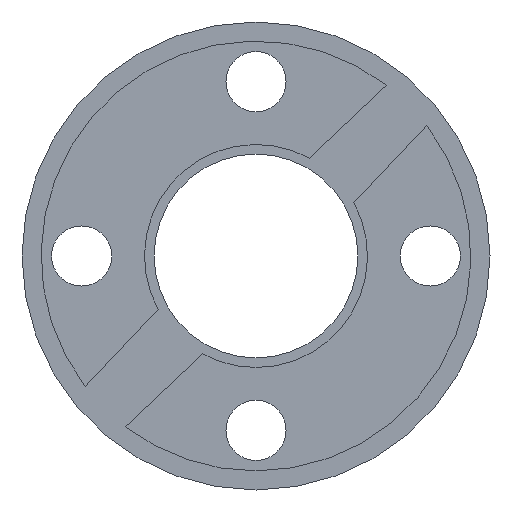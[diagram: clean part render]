
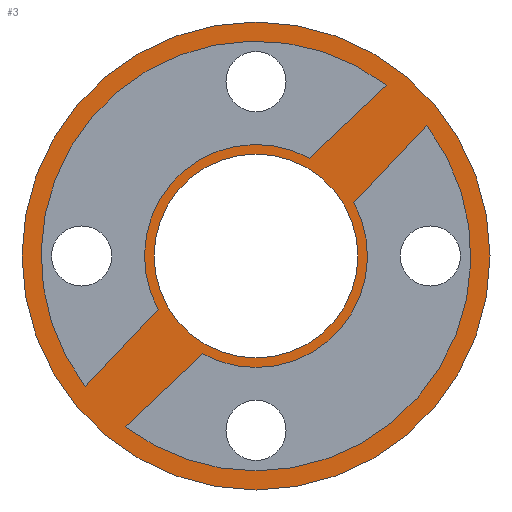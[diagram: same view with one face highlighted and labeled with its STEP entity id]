
A CAD part, front view. The second image highlights one B-rep face of the part: STEP entity #3.
In plain terms, the highlighted planar face has unit normal (0, -1, 0).
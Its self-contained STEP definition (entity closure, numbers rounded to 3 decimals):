
#3 = ADVANCED_FACE ( 'NONE', ( #1123, #951, #1593, #2488 ), #1305, .F. ) ;
#4 = LINE ( 'NONE', #2966, #249 ) ;
#29 = VERTEX_POINT ( 'NONE', #2181 ) ;
#109 = ORIENTED_EDGE ( 'NONE', *, *, #1635, .F. ) ;
#249 = VECTOR ( 'NONE', #474, 1000. ) ;
#266 = EDGE_CURVE ( 'NONE', #2075, #29, #2453, .T. ) ;
#347 = AXIS2_PLACEMENT_3D ( 'NONE', #3085, #1675, #1400 ) ;
#383 = EDGE_CURVE ( 'NONE', #3295, #1100, #2932, .T. ) ;
#444 = DIRECTION ( 'NONE',  ( 0., 1., 0. ) ) ;
#470 = CARTESIAN_POINT ( 'NONE',  ( 0., 0., 21.35 ) ) ;
#474 = DIRECTION ( 'NONE',  ( 0.727, 0., 0.687 ) ) ;
#518 = CARTESIAN_POINT ( 'NONE',  ( 0., 0., 0. ) ) ;
#548 = ORIENTED_EDGE ( 'NONE', *, *, #630, .F. ) ;
#587 = CIRCLE ( 'NONE', #1125, 21.35 ) ;
#599 = ORIENTED_EDGE ( 'NONE', *, *, #1528, .F. ) ;
#602 = EDGE_CURVE ( 'NONE', #29, #1027, #2717, .T. ) ;
#623 = EDGE_LOOP ( 'NONE', ( #1318, #3071 ) ) ;
#630 = EDGE_CURVE ( 'NONE', #3066, #2556, #3382, .T. ) ;
#680 = VERTEX_POINT ( 'NONE', #1507 ) ;
#695 = ORIENTED_EDGE ( 'NONE', *, *, #1412, .F. ) ;
#729 = AXIS2_PLACEMENT_3D ( 'NONE', #1628, #794, #1078 ) ;
#751 = DIRECTION ( 'NONE',  ( -0.687, 0., -0.727 ) ) ;
#759 = ORIENTED_EDGE ( 'NONE', *, *, #266, .F. ) ;
#794 = DIRECTION ( 'NONE',  ( 0., -1., 0. ) ) ;
#822 = DIRECTION ( 'NONE',  ( 0., 0., -1. ) ) ;
#859 = AXIS2_PLACEMENT_3D ( 'NONE', #1790, #444, #3175 ) ;
#893 = CARTESIAN_POINT ( 'NONE',  ( -27.293, 0., -35.778 ) ) ;
#918 = AXIS2_PLACEMENT_3D ( 'NONE', #2315, #3120, #1224 ) ;
#951 = FACE_BOUND ( 'NONE', #1680, .T. ) ;
#957 = DIRECTION ( 'NONE',  ( 0., 1., 0. ) ) ;
#963 = CARTESIAN_POINT ( 'NONE',  ( 0., 0., 0. ) ) ;
#1022 = DIRECTION ( 'NONE',  ( 0., 1., 0. ) ) ;
#1027 = VERTEX_POINT ( 'NONE', #1327 ) ;
#1078 = DIRECTION ( 'NONE',  ( 0., 0., -1. ) ) ;
#1083 = CARTESIAN_POINT ( 'NONE',  ( 0., 0., -21.35 ) ) ;
#1100 = VERTEX_POINT ( 'NONE', #2783 ) ;
#1123 = FACE_BOUND ( 'NONE', #3372, .T. ) ;
#1125 = AXIS2_PLACEMENT_3D ( 'NONE', #2115, #1022, #2341 ) ;
#1150 = EDGE_CURVE ( 'NONE', #1352, #1676, #2691, .T. ) ;
#1181 = ORIENTED_EDGE ( 'NONE', *, *, #1210, .F. ) ;
#1210 = EDGE_CURVE ( 'NONE', #2390, #2804, #1879, .T. ) ;
#1218 = AXIS2_PLACEMENT_3D ( 'NONE', #1890, #1875, #3503 ) ;
#1224 = DIRECTION ( 'NONE',  ( 0., 0., -1. ) ) ;
#1305 = PLANE ( 'NONE',  #2950 ) ;
#1318 = ORIENTED_EDGE ( 'NONE', *, *, #1956, .T. ) ;
#1327 = CARTESIAN_POINT ( 'NONE',  ( 11.149, 0., 20.517 ) ) ;
#1332 = DIRECTION ( 'NONE',  ( 0., 0., 1. ) ) ;
#1352 = VERTEX_POINT ( 'NONE', #470 ) ;
#1400 = DIRECTION ( 'NONE',  ( 0., 0., 1. ) ) ;
#1412 = EDGE_CURVE ( 'NONE', #680, #2390, #2511, .T. ) ;
#1419 = DIRECTION ( 'NONE',  ( -0.727, 0., -0.687 ) ) ;
#1475 = ORIENTED_EDGE ( 'NONE', *, *, #2055, .F. ) ;
#1507 = CARTESIAN_POINT ( 'NONE',  ( 0., 0., -23.35 ) ) ;
#1528 = EDGE_CURVE ( 'NONE', #2383, #2075, #1736, .T. ) ;
#1546 = DIRECTION ( 'NONE',  ( 0.687, 0., 0.727 ) ) ;
#1593 = FACE_BOUND ( 'NONE', #623, .T. ) ;
#1626 = CARTESIAN_POINT ( 'NONE',  ( 0., 0., 0. ) ) ;
#1628 = CARTESIAN_POINT ( 'NONE',  ( 0., 0., 0. ) ) ;
#1635 = EDGE_CURVE ( 'NONE', #2522, #680, #2550, .T. ) ;
#1659 = CARTESIAN_POINT ( 'NONE',  ( 0., 0., -45. ) ) ;
#1675 = DIRECTION ( 'NONE',  ( 0., 1., 0. ) ) ;
#1676 = VERTEX_POINT ( 'NONE', #1083 ) ;
#1680 = EDGE_LOOP ( 'NONE', ( #2354, #2168, #759, #599 ) ) ;
#1736 = CIRCLE ( 'NONE', #1218, 45. ) ;
#1756 = CIRCLE ( 'NONE', #729, 45. ) ;
#1781 = DIRECTION ( 'NONE',  ( 0., 0., -1. ) ) ;
#1790 = CARTESIAN_POINT ( 'NONE',  ( 0., 0., 0. ) ) ;
#1819 = AXIS2_PLACEMENT_3D ( 'NONE', #1626, #3031, #822 ) ;
#1834 = EDGE_LOOP ( 'NONE', ( #2164, #3423 ) ) ;
#1867 = CARTESIAN_POINT ( 'NONE',  ( -35.778, 0., -27.293 ) ) ;
#1868 = DIRECTION ( 'NONE',  ( 0., 1., 0. ) ) ;
#1875 = DIRECTION ( 'NONE',  ( 0., -1., 0. ) ) ;
#1879 = LINE ( 'NONE', #893, #2213 ) ;
#1886 = DIRECTION ( 'NONE',  ( 0., 1., 0. ) ) ;
#1890 = CARTESIAN_POINT ( 'NONE',  ( 0., 0., 0. ) ) ;
#1922 = CARTESIAN_POINT ( 'NONE',  ( 35.778, 0., 27.293 ) ) ;
#1937 = CIRCLE ( 'NONE', #859, 49. ) ;
#1956 = EDGE_CURVE ( 'NONE', #1676, #1352, #587, .T. ) ;
#2055 = EDGE_CURVE ( 'NONE', #2556, #2522, #2259, .T. ) ;
#2075 = VERTEX_POINT ( 'NONE', #1867 ) ;
#2115 = CARTESIAN_POINT ( 'NONE',  ( 0., 0., 0. ) ) ;
#2152 = VECTOR ( 'NONE', #1546, 1000. ) ;
#2164 = ORIENTED_EDGE ( 'NONE', *, *, #2877, .F. ) ;
#2168 = ORIENTED_EDGE ( 'NONE', *, *, #602, .F. ) ;
#2181 = CARTESIAN_POINT ( 'NONE',  ( -20.517, 0., -11.149 ) ) ;
#2213 = VECTOR ( 'NONE', #1419, 1000. ) ;
#2259 = LINE ( 'NONE', #3227, #2469 ) ;
#2315 = CARTESIAN_POINT ( 'NONE',  ( 0., 0., 0. ) ) ;
#2341 = DIRECTION ( 'NONE',  ( 0., 0., 1. ) ) ;
#2354 = ORIENTED_EDGE ( 'NONE', *, *, #3374, .F. ) ;
#2383 = VERTEX_POINT ( 'NONE', #2822 ) ;
#2390 = VERTEX_POINT ( 'NONE', #3087 ) ;
#2429 = ORIENTED_EDGE ( 'NONE', *, *, #2989, .F. ) ;
#2453 = LINE ( 'NONE', #3197, #2152 ) ;
#2469 = VECTOR ( 'NONE', #751, 1000. ) ;
#2488 = FACE_OUTER_BOUND ( 'NONE', #1834, .T. ) ;
#2511 = CIRCLE ( 'NONE', #3559, 23.35 ) ;
#2522 = VERTEX_POINT ( 'NONE', #3043 ) ;
#2550 = CIRCLE ( 'NONE', #1819, 23.35 ) ;
#2556 = VERTEX_POINT ( 'NONE', #1922 ) ;
#2606 = DIRECTION ( 'NONE',  ( 0., -1., 0. ) ) ;
#2611 = CARTESIAN_POINT ( 'NONE',  ( 0., 0., 0. ) ) ;
#2614 = CARTESIAN_POINT ( 'NONE',  ( 0., 0., 49. ) ) ;
#2691 = CIRCLE ( 'NONE', #347, 21.35 ) ;
#2712 = DIRECTION ( 'NONE',  ( 0., 0., 1. ) ) ;
#2717 = CIRCLE ( 'NONE', #918, 23.35 ) ;
#2783 = CARTESIAN_POINT ( 'NONE',  ( 0., 0., -49. ) ) ;
#2804 = VERTEX_POINT ( 'NONE', #3438 ) ;
#2822 = CARTESIAN_POINT ( 'NONE',  ( 27.293, 0., 35.778 ) ) ;
#2877 = EDGE_CURVE ( 'NONE', #1100, #3295, #1937, .T. ) ;
#2932 = CIRCLE ( 'NONE', #3274, 49. ) ;
#2950 = AXIS2_PLACEMENT_3D ( 'NONE', #3240, #1886, #2712 ) ;
#2966 = CARTESIAN_POINT ( 'NONE',  ( 11.149, 0., 20.517 ) ) ;
#2989 = EDGE_CURVE ( 'NONE', #2804, #3066, #1756, .T. ) ;
#3031 = DIRECTION ( 'NONE',  ( 0., 1., 0. ) ) ;
#3043 = CARTESIAN_POINT ( 'NONE',  ( 20.517, 0., 11.149 ) ) ;
#3066 = VERTEX_POINT ( 'NONE', #1659 ) ;
#3071 = ORIENTED_EDGE ( 'NONE', *, *, #1150, .T. ) ;
#3085 = CARTESIAN_POINT ( 'NONE',  ( 0., 0., 0. ) ) ;
#3087 = CARTESIAN_POINT ( 'NONE',  ( -11.149, 0., -20.517 ) ) ;
#3120 = DIRECTION ( 'NONE',  ( 0., 1., 0. ) ) ;
#3142 = DIRECTION ( 'NONE',  ( 0., 0., -1. ) ) ;
#3175 = DIRECTION ( 'NONE',  ( 0., 0., 1. ) ) ;
#3197 = CARTESIAN_POINT ( 'NONE',  ( -35.778, 0., -27.293 ) ) ;
#3227 = CARTESIAN_POINT ( 'NONE',  ( 20.517, 0., 11.149 ) ) ;
#3240 = CARTESIAN_POINT ( 'NONE',  ( 0., 0., 0. ) ) ;
#3274 = AXIS2_PLACEMENT_3D ( 'NONE', #518, #1868, #1332 ) ;
#3295 = VERTEX_POINT ( 'NONE', #2614 ) ;
#3345 = AXIS2_PLACEMENT_3D ( 'NONE', #963, #2606, #3142 ) ;
#3372 = EDGE_LOOP ( 'NONE', ( #1181, #695, #109, #1475, #548, #2429 ) ) ;
#3374 = EDGE_CURVE ( 'NONE', #1027, #2383, #4, .T. ) ;
#3382 = CIRCLE ( 'NONE', #3345, 45. ) ;
#3423 = ORIENTED_EDGE ( 'NONE', *, *, #383, .F. ) ;
#3438 = CARTESIAN_POINT ( 'NONE',  ( -27.293, 0., -35.778 ) ) ;
#3503 = DIRECTION ( 'NONE',  ( 0., 0., -1. ) ) ;
#3559 = AXIS2_PLACEMENT_3D ( 'NONE', #2611, #957, #1781 ) ;
